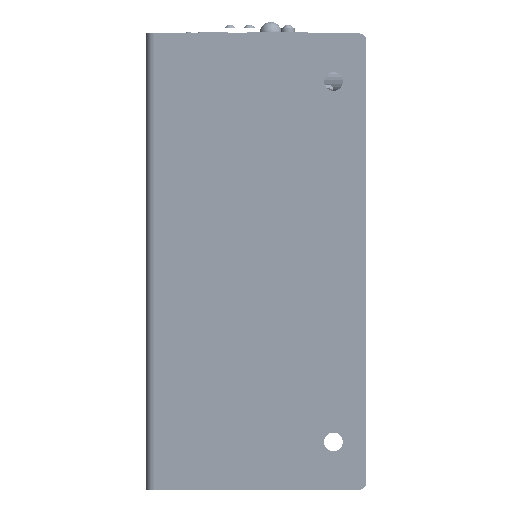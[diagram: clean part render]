
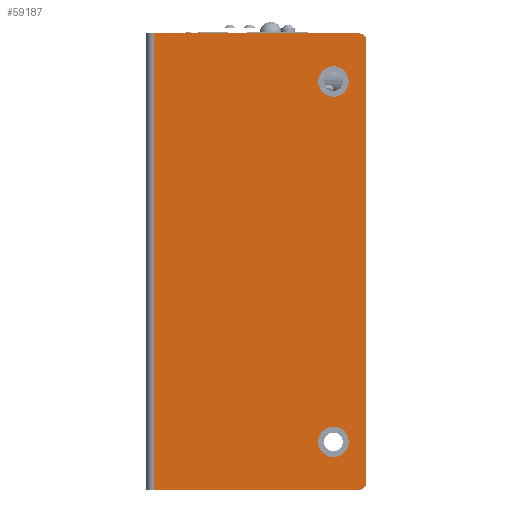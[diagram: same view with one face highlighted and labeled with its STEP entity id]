
A CAD part, left-side view. The second image highlights one B-rep face of the part: STEP entity #59187.
In plain terms, the highlighted planar face has unit normal (-1, 0, 0).
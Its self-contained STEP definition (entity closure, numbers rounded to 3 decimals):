
#2957=FACE_BOUND('',#11244,.T.);
#2958=FACE_BOUND('',#11245,.T.);
#4914=PLANE('',#64256);
#7763=FACE_OUTER_BOUND('',#11243,.T.);
#11243=EDGE_LOOP('',(#55449,#55450,#55451,#55452,#55453,#55454));
#11244=EDGE_LOOP('',(#55455,#55456));
#11245=EDGE_LOOP('',(#55457,#55458));
#17217=LINE('',#104255,#23195);
#17218=LINE('',#104258,#23196);
#17221=LINE('',#104263,#23199);
#17222=LINE('',#104264,#23200);
#23195=VECTOR('',#79807,10.);
#23196=VECTOR('',#79810,0.54);
#23199=VECTOR('',#79815,10.);
#23200=VECTOR('',#79816,10.);
#25074=CIRCLE('',#64250,1.);
#25076=CIRCLE('',#64253,1.);
#25077=CIRCLE('',#64257,2.);
#25078=CIRCLE('',#64258,2.);
#25079=CIRCLE('',#64259,2.);
#25080=CIRCLE('',#64260,2.);
#30655=VERTEX_POINT('',#104236);
#30656=VERTEX_POINT('',#104238);
#30659=VERTEX_POINT('',#104245);
#30660=VERTEX_POINT('',#104247);
#30662=VERTEX_POINT('',#104253);
#30663=VERTEX_POINT('',#104257);
#30665=VERTEX_POINT('',#104265);
#30666=VERTEX_POINT('',#104266);
#30667=VERTEX_POINT('',#104269);
#30668=VERTEX_POINT('',#104270);
#38923=EDGE_CURVE('',#30656,#30655,#25074,.T.);
#38927=EDGE_CURVE('',#30660,#30659,#25076,.T.);
#38931=EDGE_CURVE('',#30662,#30655,#17217,.T.);
#38932=EDGE_CURVE('',#30660,#30663,#17218,.T.);
#38935=EDGE_CURVE('',#30662,#30663,#17221,.T.);
#38936=EDGE_CURVE('',#30656,#30659,#17222,.T.);
#38937=EDGE_CURVE('',#30665,#30666,#25077,.T.);
#38938=EDGE_CURVE('',#30666,#30665,#25078,.T.);
#38939=EDGE_CURVE('',#30667,#30668,#25079,.T.);
#38940=EDGE_CURVE('',#30668,#30667,#25080,.T.);
#55449=ORIENTED_EDGE('',*,*,#38923,.T.);
#55450=ORIENTED_EDGE('',*,*,#38931,.F.);
#55451=ORIENTED_EDGE('',*,*,#38935,.T.);
#55452=ORIENTED_EDGE('',*,*,#38932,.F.);
#55453=ORIENTED_EDGE('',*,*,#38927,.T.);
#55454=ORIENTED_EDGE('',*,*,#38936,.F.);
#55455=ORIENTED_EDGE('',*,*,#38937,.T.);
#55456=ORIENTED_EDGE('',*,*,#38938,.T.);
#55457=ORIENTED_EDGE('',*,*,#38939,.T.);
#55458=ORIENTED_EDGE('',*,*,#38940,.T.);
#59187=ADVANCED_FACE('',(#7763,#2957,#2958),#4914,.T.);
#64250=AXIS2_PLACEMENT_3D('',#104239,#79792,#79793);
#64253=AXIS2_PLACEMENT_3D('',#104248,#79800,#79801);
#64256=AXIS2_PLACEMENT_3D('',#104262,#79813,#79814);
#64257=AXIS2_PLACEMENT_3D('',#104267,#79817,#79818);
#64258=AXIS2_PLACEMENT_3D('',#104268,#79819,#79820);
#64259=AXIS2_PLACEMENT_3D('',#104271,#79821,#79822);
#64260=AXIS2_PLACEMENT_3D('',#104272,#79823,#79824);
#79792=DIRECTION('center_axis',(-1.,0.,0.));
#79793=DIRECTION('ref_axis',(0.,0.,
-1.));
#79800=DIRECTION('center_axis',(-1.,0.,0.));
#79801=DIRECTION('ref_axis',(0.,1.,0.));
#79807=DIRECTION('',(0.,-1.,0.));
#79810=DIRECTION('',(0.,1.,0.));
#79813=DIRECTION('center_axis',(-1.,0.,0.));
#79814=DIRECTION('ref_axis',(0.,0.,
1.));
#79815=DIRECTION('',(0.,0.,-1.));
#79816=DIRECTION('',(0.,0.,-1.));
#79817=DIRECTION('center_axis',(1.,0.,0.));
#79818=DIRECTION('ref_axis',(0.,0.,
-1.));
#79819=DIRECTION('center_axis',(1.,0.,0.));
#79820=DIRECTION('ref_axis',(0.,0.,
-1.));
#79821=DIRECTION('center_axis',(1.,0.,0.));
#79822=DIRECTION('ref_axis',(0.,0.,
1.));
#79823=DIRECTION('center_axis',(1.,0.,0.));
#79824=DIRECTION('ref_axis',(0.,0.,
1.));
#104236=CARTESIAN_POINT('',(-77.,-27.,30.));
#104238=CARTESIAN_POINT('',(-77.,-28.,29.));
#104239=CARTESIAN_POINT('Origin',(-77.,-27.,29.));
#104245=CARTESIAN_POINT('',(-77.,-28.,-29.));
#104247=CARTESIAN_POINT('',(-77.,-27.,-30.));
#104248=CARTESIAN_POINT('Origin',(-77.,-27.,-29.));
#104253=CARTESIAN_POINT('',(-77.,-0.1,30.));
#104255=CARTESIAN_POINT('',(-77.,-0.1,30.));
#104257=CARTESIAN_POINT('',(-77.,-0.1,-30.));
#104258=CARTESIAN_POINT('',(-77.,1.596,-30.));
#104262=CARTESIAN_POINT('Origin',(-77.,-13.626,0.));
#104263=CARTESIAN_POINT('',(-77.,-0.1,0.));
#104264=CARTESIAN_POINT('',(-77.,-28.,30.));
#104265=CARTESIAN_POINT('',(-77.,-23.675,-25.675));
#104266=CARTESIAN_POINT('',(-77.,-23.675,-21.675));
#104267=CARTESIAN_POINT('Origin',(-77.,-23.675,-23.675));
#104268=CARTESIAN_POINT('Origin',(-77.,-23.675,-23.675));
#104269=CARTESIAN_POINT('',(-77.,-23.675,25.675));
#104270=CARTESIAN_POINT('',(-77.,-23.675,21.675));
#104271=CARTESIAN_POINT('Origin',(-77.,-23.675,23.675));
#104272=CARTESIAN_POINT('Origin',(-77.,-23.675,23.675));
